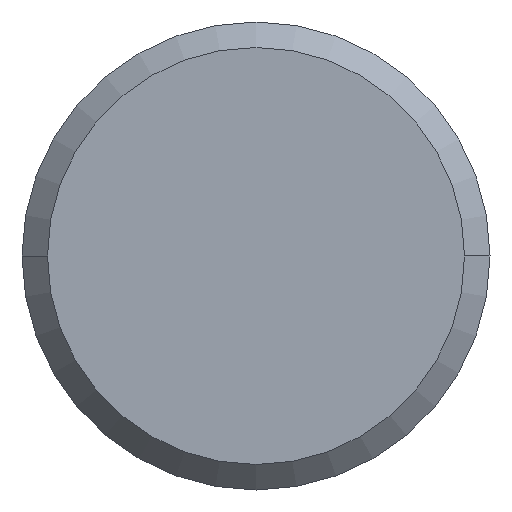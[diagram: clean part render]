
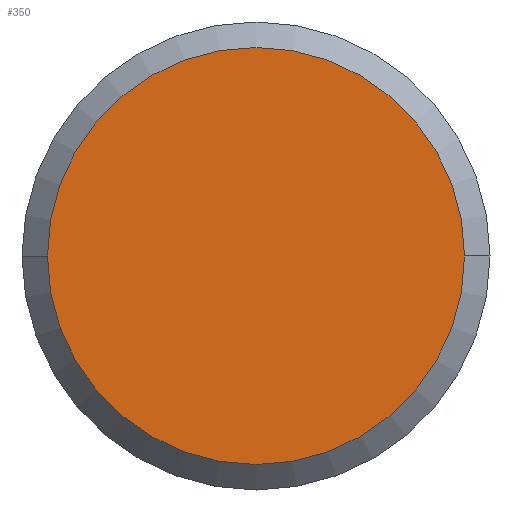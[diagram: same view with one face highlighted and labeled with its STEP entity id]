
A CAD part, left-side view. The second image highlights one B-rep face of the part: STEP entity #350.
In plain terms, the highlighted planar face has unit normal (-1, 0, 0).
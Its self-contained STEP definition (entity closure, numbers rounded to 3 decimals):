
#15 = ORIENTED_EDGE ( 'NONE', *, *, #249, .F. ) ;
#19 = DIRECTION ( 'NONE',  ( 0., 1., 0. ) ) ;
#21 = DIRECTION ( 'NONE',  ( 1., 0., 0. ) ) ;
#28 = DIRECTION ( 'NONE',  ( 1., 0., 0. ) ) ;
#59 = DIRECTION ( 'NONE',  ( 0., -1., 0. ) ) ;
#62 = CARTESIAN_POINT ( 'NONE',  ( 0., 0., 0. ) ) ;
#63 = VERTEX_POINT ( 'NONE', #104 ) ;
#70 = EDGE_LOOP ( 'NONE', ( #15, #94 ) ) ;
#76 = AXIS2_PLACEMENT_3D ( 'NONE', #81, #381, #59 ) ;
#81 = CARTESIAN_POINT ( 'NONE',  ( 0., 0., 0. ) ) ;
#94 = ORIENTED_EDGE ( 'NONE', *, *, #352, .F. ) ;
#104 = CARTESIAN_POINT ( 'NONE',  ( 0., 6.238, 0. ) ) ;
#117 = CARTESIAN_POINT ( 'NONE',  ( 0., 0., 0. ) ) ;
#144 = AXIS2_PLACEMENT_3D ( 'NONE', #62, #28, #148 ) ;
#148 = DIRECTION ( 'NONE',  ( 0., 1., 0. ) ) ;
#210 = AXIS2_PLACEMENT_3D ( 'NONE', #117, #21, #19 ) ;
#217 = CIRCLE ( 'NONE', #144, 6.238 ) ;
#233 = PLANE ( 'NONE',  #76 ) ;
#237 = CARTESIAN_POINT ( 'NONE',  ( 0., -6.238, 0. ) ) ;
#249 = EDGE_CURVE ( 'NONE', #63, #340, #217, .T. ) ;
#331 = CIRCLE ( 'NONE', #210, 6.238 ) ;
#340 = VERTEX_POINT ( 'NONE', #237 ) ;
#350 = ADVANCED_FACE ( 'NONE', ( #416 ), #233, .T. ) ;
#352 = EDGE_CURVE ( 'NONE', #340, #63, #331, .T. ) ;
#381 = DIRECTION ( 'NONE',  ( -1., 0., 0. ) ) ;
#416 = FACE_OUTER_BOUND ( 'NONE', #70, .T. ) ;
